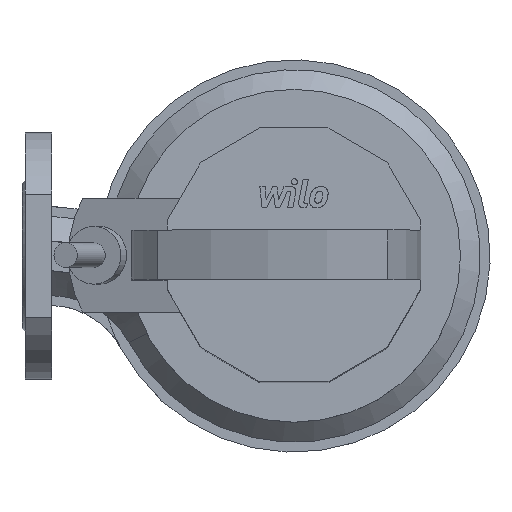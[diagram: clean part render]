
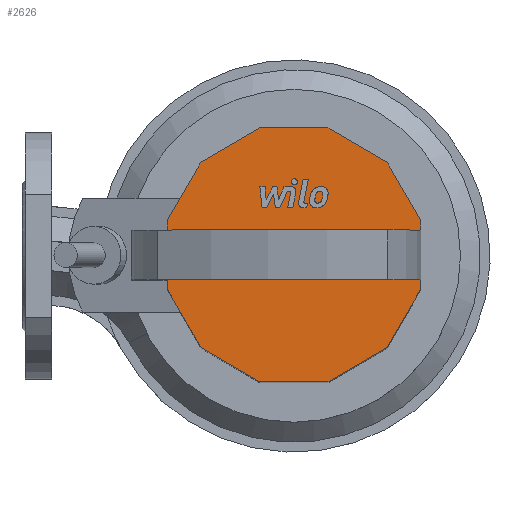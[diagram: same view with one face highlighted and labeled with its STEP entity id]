
A CAD part, top view. The second image highlights one B-rep face of the part: STEP entity #2626.
In plain terms, the highlighted planar face has unit normal (0, 0, 1).
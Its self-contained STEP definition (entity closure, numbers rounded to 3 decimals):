
#352=FACE_OUTER_BOUND('',#511,.T.);
#511=EDGE_LOOP('',(#2013,#2014,#2015,#2016,#2017,#2018,#2019,#2020,#2021,
#2022,#2023,#2024,#2025,#2026,#2027,#2028,#2029,#2030,#2031,#2032));
#634=LINE('',#5181,#858);
#637=LINE('',#5193,#861);
#638=LINE('',#5202,#862);
#639=LINE('',#5210,#863);
#647=LINE('',#5229,#871);
#649=LINE('',#5233,#873);
#656=LINE('',#5252,#880);
#659=LINE('',#5257,#883);
#666=LINE('',#5276,#890);
#671=LINE('',#5285,#895);
#672=LINE('',#5290,#896);
#675=LINE('',#5296,#899);
#678=LINE('',#5302,#902);
#681=LINE('',#5308,#905);
#684=LINE('',#5313,#908);
#685=LINE('',#5315,#909);
#688=LINE('',#5321,#912);
#691=LINE('',#5327,#915);
#694=LINE('',#5333,#918);
#697=LINE('',#5338,#921);
#858=VECTOR('',#3082,3.063);
#861=VECTOR('',#3091,15.);
#862=VECTOR('',#3100,3.063);
#863=VECTOR('',#3107,15.);
#871=VECTOR('',#3129,30.);
#873=VECTOR('',#3135,30.);
#880=VECTOR('',#3150,5.632);
#883=VECTOR('',#3155,5.632);
#890=VECTOR('',#3174,41.264);
#895=VECTOR('',#3181,41.264);
#896=VECTOR('',#3188,41.264);
#899=VECTOR('',#3193,41.264);
#902=VECTOR('',#3198,41.264);
#905=VECTOR('',#3203,41.264);
#908=VECTOR('',#3208,5.632);
#909=VECTOR('',#3209,5.632);
#912=VECTOR('',#3214,41.264);
#915=VECTOR('',#3219,41.264);
#918=VECTOR('',#3224,41.264);
#921=VECTOR('',#3229,41.264);
#1117=VERTEX_POINT('',#5179);
#1118=VERTEX_POINT('',#5180);
#1123=VERTEX_POINT('',#5190);
#1124=VERTEX_POINT('',#5192);
#1127=VERTEX_POINT('',#5200);
#1128=VERTEX_POINT('',#5201);
#1131=VERTEX_POINT('',#5207);
#1132=VERTEX_POINT('',#5209);
#1144=VERTEX_POINT('',#5251);
#1145=VERTEX_POINT('',#5255);
#1151=VERTEX_POINT('',#5275);
#1154=VERTEX_POINT('',#5283);
#1155=VERTEX_POINT('',#5289);
#1157=VERTEX_POINT('',#5295);
#1159=VERTEX_POINT('',#5301);
#1161=VERTEX_POINT('',#5307);
#1163=VERTEX_POINT('',#5314);
#1165=VERTEX_POINT('',#5320);
#1167=VERTEX_POINT('',#5326);
#1169=VERTEX_POINT('',#5332);
#1406=EDGE_CURVE('',#1117,#1118,#634,.T.);
#1412=EDGE_CURVE('',#1124,#1123,#637,.T.);
#1416=EDGE_CURVE('',#1127,#1128,#638,.T.);
#1420=EDGE_CURVE('',#1132,#1131,#639,.T.);
#1431=EDGE_CURVE('',#1118,#1127,#647,.T.);
#1433=EDGE_CURVE('',#1131,#1124,#649,.T.);
#1442=EDGE_CURVE('',#1117,#1144,#656,.T.);
#1445=EDGE_CURVE('',#1145,#1128,#659,.T.);
#1453=EDGE_CURVE('',#1144,#1151,#666,.T.);
#1458=EDGE_CURVE('',#1154,#1145,#671,.T.);
#1460=EDGE_CURVE('',#1151,#1155,#672,.T.);
#1463=EDGE_CURVE('',#1155,#1157,#675,.T.);
#1466=EDGE_CURVE('',#1157,#1159,#678,.T.);
#1469=EDGE_CURVE('',#1159,#1161,#681,.T.);
#1472=EDGE_CURVE('',#1161,#1123,#684,.T.);
#1473=EDGE_CURVE('',#1132,#1163,#685,.T.);
#1476=EDGE_CURVE('',#1163,#1165,#688,.T.);
#1479=EDGE_CURVE('',#1165,#1167,#691,.T.);
#1482=EDGE_CURVE('',#1167,#1169,#694,.T.);
#1485=EDGE_CURVE('',#1169,#1154,#697,.T.);
#2013=ORIENTED_EDGE('',*,*,#1412,.T.);
#2014=ORIENTED_EDGE('',*,*,#1472,.F.);
#2015=ORIENTED_EDGE('',*,*,#1469,.F.);
#2016=ORIENTED_EDGE('',*,*,#1466,.F.);
#2017=ORIENTED_EDGE('',*,*,#1463,.F.);
#2018=ORIENTED_EDGE('',*,*,#1460,.F.);
#2019=ORIENTED_EDGE('',*,*,#1453,.F.);
#2020=ORIENTED_EDGE('',*,*,#1442,.F.);
#2021=ORIENTED_EDGE('',*,*,#1406,.T.);
#2022=ORIENTED_EDGE('',*,*,#1431,.T.);
#2023=ORIENTED_EDGE('',*,*,#1416,.T.);
#2024=ORIENTED_EDGE('',*,*,#1445,.F.);
#2025=ORIENTED_EDGE('',*,*,#1458,.F.);
#2026=ORIENTED_EDGE('',*,*,#1485,.F.);
#2027=ORIENTED_EDGE('',*,*,#1482,.F.);
#2028=ORIENTED_EDGE('',*,*,#1479,.F.);
#2029=ORIENTED_EDGE('',*,*,#1476,.F.);
#2030=ORIENTED_EDGE('',*,*,#1473,.F.);
#2031=ORIENTED_EDGE('',*,*,#1420,.T.);
#2032=ORIENTED_EDGE('',*,*,#1433,.T.);
#2511=PLANE('',#2828);
#2626=ADVANCED_FACE('',(#352),#2511,.T.);
#2828=AXIS2_PLACEMENT_3D('',#5340,#3231,#3232);
#3082=DIRECTION('',(1.,0.,0.));
#3091=DIRECTION('',(1.,0.,0.));
#3100=DIRECTION('',(-1.,0.,0.));
#3107=DIRECTION('',(-1.,0.,0.));
#3129=DIRECTION('',(0.,-1.,0.));
#3135=DIRECTION('',(0.,1.,0.));
#3150=DIRECTION('',(0.,1.,0.));
#3155=DIRECTION('',(0.,1.,0.));
#3174=DIRECTION('',(0.5,0.866,0.));
#3181=DIRECTION('',(-0.5,0.866,0.));
#3188=DIRECTION('',(0.866,0.5,0.));
#3193=DIRECTION('',(1.,0.,0.));
#3198=DIRECTION('',(0.866,-0.5,0.));
#3203=DIRECTION('',(0.5,-0.866,0.));
#3208=DIRECTION('',(0.,-1.,0.));
#3209=DIRECTION('',(0.,-1.,0.));
#3214=DIRECTION('',(-0.5,-0.866,0.));
#3219=DIRECTION('',(-0.866,-0.5,0.));
#3224=DIRECTION('',(-1.,0.,0.));
#3229=DIRECTION('',(-0.866,0.5,0.));
#3231=DIRECTION('center_axis',(0.,0.,1.));
#3232=DIRECTION('ref_axis',(1.,0.,0.));
#5179=CARTESIAN_POINT('',(88.,15.,396.));
#5180=CARTESIAN_POINT('',(91.063,15.,396.));
#5181=CARTESIAN_POINT('',(149.594,15.,396.));
#5190=CARTESIAN_POINT('',(242.,15.,396.));
#5192=CARTESIAN_POINT('',(227.,15.,396.));
#5193=CARTESIAN_POINT('',(149.594,15.,396.));
#5200=CARTESIAN_POINT('',(91.063,-15.,396.));
#5201=CARTESIAN_POINT('',(88.,-15.,396.));
#5202=CARTESIAN_POINT('',(149.594,-15.,396.));
#5207=CARTESIAN_POINT('',(227.,-15.,396.));
#5209=CARTESIAN_POINT('',(242.,-15.,396.));
#5210=CARTESIAN_POINT('',(149.594,-15.,396.));
#5229=CARTESIAN_POINT('',(91.063,0.,396.));
#5233=CARTESIAN_POINT('',(227.,0.,396.));
#5251=CARTESIAN_POINT('',(88.,20.632,396.));
#5252=CARTESIAN_POINT('',(88.,-20.632,396.));
#5255=CARTESIAN_POINT('',(88.,-20.632,396.));
#5257=CARTESIAN_POINT('',(88.,-20.632,396.));
#5275=CARTESIAN_POINT('',(108.632,56.368,396.));
#5276=CARTESIAN_POINT('',(88.,20.632,396.));
#5283=CARTESIAN_POINT('',(108.632,-56.368,396.));
#5285=CARTESIAN_POINT('',(108.632,-56.368,396.));
#5289=CARTESIAN_POINT('',(144.368,77.,396.));
#5290=CARTESIAN_POINT('',(108.632,56.368,396.));
#5295=CARTESIAN_POINT('',(185.632,77.,396.));
#5296=CARTESIAN_POINT('',(144.368,77.,396.));
#5301=CARTESIAN_POINT('',(221.368,56.368,396.));
#5302=CARTESIAN_POINT('',(185.632,77.,396.));
#5307=CARTESIAN_POINT('',(242.,20.632,396.));
#5308=CARTESIAN_POINT('',(221.368,56.368,396.));
#5313=CARTESIAN_POINT('',(242.,20.632,396.));
#5314=CARTESIAN_POINT('',(242.,-20.632,396.));
#5315=CARTESIAN_POINT('',(242.,20.632,396.));
#5320=CARTESIAN_POINT('',(221.368,-56.368,396.));
#5321=CARTESIAN_POINT('',(242.,-20.632,396.));
#5326=CARTESIAN_POINT('',(185.632,-77.,396.));
#5327=CARTESIAN_POINT('',(221.368,-56.368,396.));
#5332=CARTESIAN_POINT('',(144.368,-77.,396.));
#5333=CARTESIAN_POINT('',(185.632,-77.,396.));
#5338=CARTESIAN_POINT('',(144.368,-77.,396.));
#5340=CARTESIAN_POINT('Origin',(165.,0.,396.));
